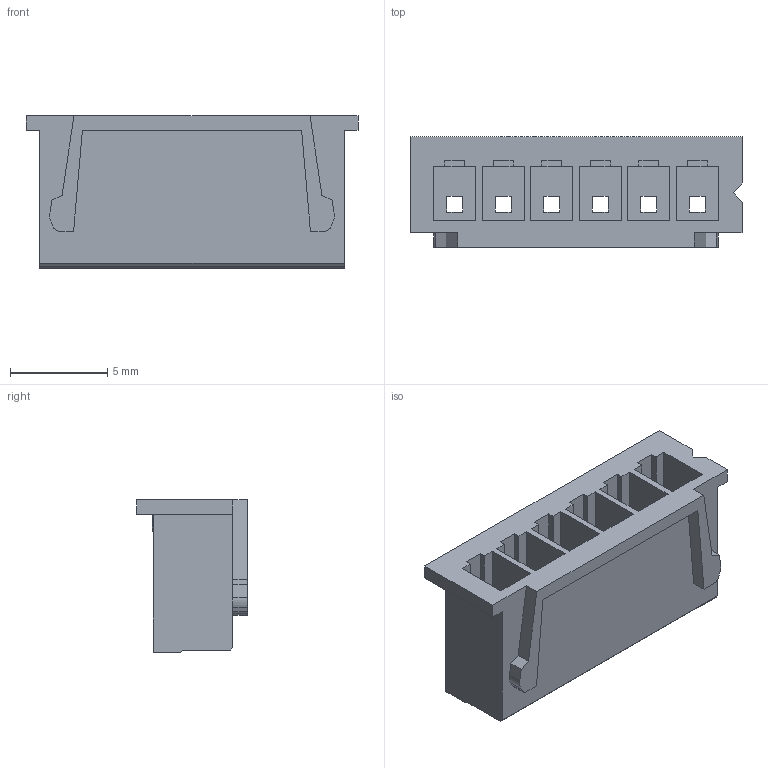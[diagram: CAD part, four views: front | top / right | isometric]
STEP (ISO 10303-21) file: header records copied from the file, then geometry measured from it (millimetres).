
FILE_DESCRIPTION((''),'2;1');
FILE_NAME('2318HJ-06','2020-11-30T11:58:19',('Acer'),(''),'CREO PARAMETRIC BY PTC INC, 2018100','CREO PARAMETRIC BY PTC INC, 2018100','');
FILE_SCHEMA(('CONFIG_CONTROL_DESIGN'));
Length unit declared in the file: millimetre
Products named in the file (1): 2318HJ-06
Bounding box: 17.1 x 5.7 x 7.85 mm (x, y, z)
Volume: 236.6 mm3; surface area: 949.4 mm2
Topology: 1 solids, 1 shells, 139 faces, 417 edges, 274 vertices
Faces by surface type: plane 135, cylinder 4
Entity records: 4669 total; most frequent: ORIENTED_EDGE 834, CARTESIAN_POINT 830, DIRECTION 703, EDGE_CURVE 417, VECTOR 409, LINE 409, VERTEX_POINT 274, EDGE_LOOP 157
